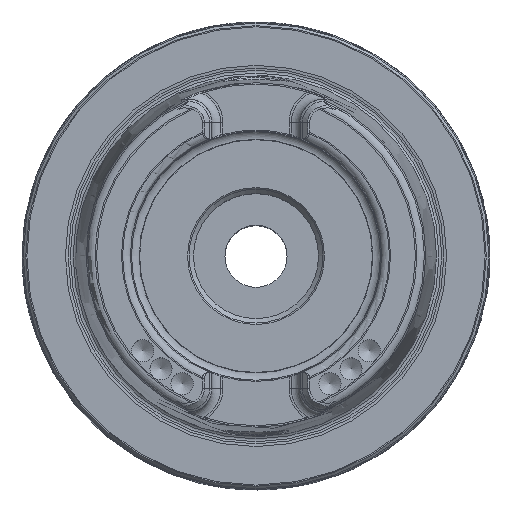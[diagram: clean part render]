
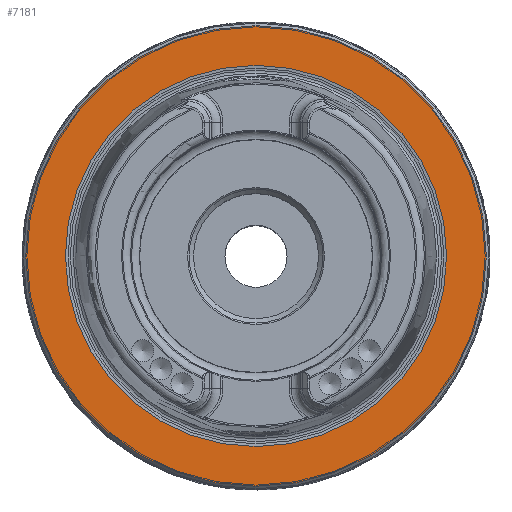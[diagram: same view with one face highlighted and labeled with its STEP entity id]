
A CAD part, top view. The second image highlights one B-rep face of the part: STEP entity #7181.
In plain terms, the highlighted planar face has unit normal (0, 0, 1).
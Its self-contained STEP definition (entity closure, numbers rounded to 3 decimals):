
#747=PLANE('',#7752);
#1659=ORIENTED_EDGE('',*,*,#2556,.T.);
#1660=ORIENTED_EDGE('',*,*,#2555,.F.);
#2555=EDGE_CURVE('',#3078,#3078,#3385,.T.);
#2556=EDGE_CURVE('',#3079,#3079,#3386,.T.);
#3078=VERTEX_POINT('',#11330);
#3079=VERTEX_POINT('',#11333);
#3385=CIRCLE('',#7751,25.782);
#3386=CIRCLE('',#7753,31.15);
#3794=EDGE_LOOP('',(#1659));
#3795=EDGE_LOOP('',(#1660));
#4322=FACE_BOUND('',#3794,.T.);
#4323=FACE_BOUND('',#3795,.T.);
#7181=ADVANCED_FACE('',(#4322,#4323),#747,.T.);
#7751=AXIS2_PLACEMENT_3D('',#11329,#8972,#8973);
#7752=AXIS2_PLACEMENT_3D('',#11331,#8974,#8975);
#7753=AXIS2_PLACEMENT_3D('',#11332,#8976,#8977);
#8972=DIRECTION('',(0.,0.,1.));
#8973=DIRECTION('',(1.,0.,0.));
#8974=DIRECTION('',(0.,0.,1.));
#8975=DIRECTION('',(1.,0.,0.));
#8976=DIRECTION('',(0.,0.,1.));
#8977=DIRECTION('',(1.,0.,0.));
#11329=CARTESIAN_POINT('',(0.,0.,0.2));
#11330=CARTESIAN_POINT('',(25.782,0.,0.2));
#11331=CARTESIAN_POINT('',(25.782,0.,0.2));
#11332=CARTESIAN_POINT('',(0.,0.,0.2));
#11333=CARTESIAN_POINT('',(31.15,0.,0.2));
